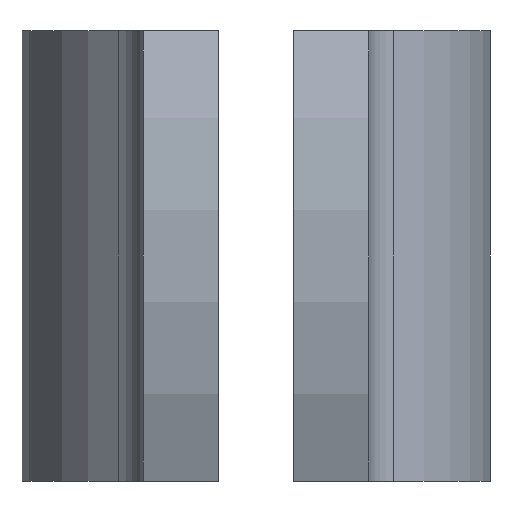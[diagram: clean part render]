
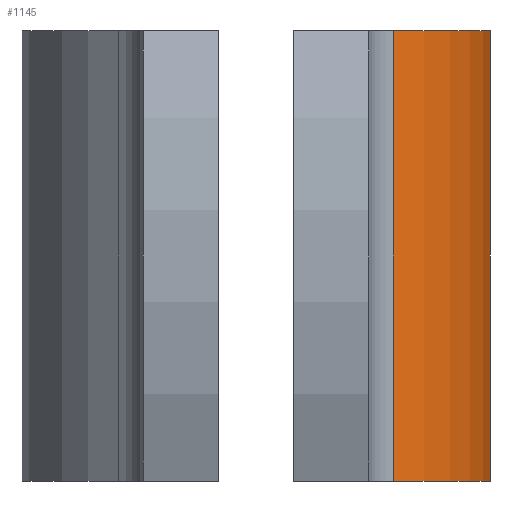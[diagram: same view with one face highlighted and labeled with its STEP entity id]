
A CAD part, left-side view. The second image highlights one B-rep face of the part: STEP entity #1145.
In plain terms, the highlighted cylindrical face has radius 15.65 mm (diameter 31.3 mm), a partial arc.
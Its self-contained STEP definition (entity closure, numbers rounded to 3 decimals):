
#23 = CARTESIAN_POINT ( 'NONE',  ( -12.69, -9.159, -30. ) ) ;
#65 = ORIENTED_EDGE ( 'NONE', *, *, #139, .F. ) ;
#71 = VECTOR ( 'NONE', #190, 1000. ) ;
#82 = CARTESIAN_POINT ( 'NONE',  ( 12.69, -9.159, -30. ) ) ;
#120 = CIRCLE ( 'NONE', #1102, 15.65 ) ;
#139 = EDGE_CURVE ( 'NONE', #266, #986, #680, .T. ) ;
#160 = CIRCLE ( 'NONE', #1122, 15.65 ) ;
#190 = DIRECTION ( 'NONE',  ( 0., 0., 1. ) ) ;
#264 = DIRECTION ( 'NONE',  ( 1., 0., 0. ) ) ;
#266 = VERTEX_POINT ( 'NONE', #23 ) ;
#325 = CARTESIAN_POINT ( 'NONE',  ( 0., 0., -30. ) ) ;
#346 = DIRECTION ( 'NONE',  ( 1., 0., 0. ) ) ;
#364 = AXIS2_PLACEMENT_3D ( 'NONE', #1123, #1225, #264 ) ;
#440 = VERTEX_POINT ( 'NONE', #82 ) ;
#453 = CYLINDRICAL_SURFACE ( 'NONE', #364, 15.65 ) ;
#510 = CARTESIAN_POINT ( 'NONE',  ( 12.69, -9.159, 0. ) ) ;
#539 = DIRECTION ( 'NONE',  ( 0., 0., 1. ) ) ;
#558 = LINE ( 'NONE', #931, #1119 ) ;
#581 = VERTEX_POINT ( 'NONE', #510 ) ;
#592 = EDGE_LOOP ( 'NONE', ( #1046, #65, #1082, #1111 ) ) ;
#635 = CARTESIAN_POINT ( 'NONE',  ( 0., 0., 0. ) ) ;
#646 = DIRECTION ( 'NONE',  ( 1., 0., 0. ) ) ;
#664 = EDGE_CURVE ( 'NONE', #986, #581, #120, .T. ) ;
#680 = LINE ( 'NONE', #1142, #71 ) ;
#705 = EDGE_CURVE ( 'NONE', #440, #581, #558, .T. ) ;
#839 = FACE_OUTER_BOUND ( 'NONE', #592, .T. ) ;
#920 = DIRECTION ( 'NONE',  ( 0., 0., 1. ) ) ;
#931 = CARTESIAN_POINT ( 'NONE',  ( 12.69, -9.159, -30. ) ) ;
#986 = VERTEX_POINT ( 'NONE', #1013 ) ;
#1013 = CARTESIAN_POINT ( 'NONE',  ( -12.69, -9.159, 0. ) ) ;
#1046 = ORIENTED_EDGE ( 'NONE', *, *, #664, .F. ) ;
#1064 = EDGE_CURVE ( 'NONE', #266, #440, #160, .T. ) ;
#1082 = ORIENTED_EDGE ( 'NONE', *, *, #1064, .T. ) ;
#1102 = AXIS2_PLACEMENT_3D ( 'NONE', #635, #539, #646 ) ;
#1111 = ORIENTED_EDGE ( 'NONE', *, *, #705, .T. ) ;
#1119 = VECTOR ( 'NONE', #920, 1000. ) ;
#1122 = AXIS2_PLACEMENT_3D ( 'NONE', #325, #1202, #346 ) ;
#1123 = CARTESIAN_POINT ( 'NONE',  ( 0., 0., -30. ) ) ;
#1142 = CARTESIAN_POINT ( 'NONE',  ( -12.69, -9.159, -30. ) ) ;
#1145 = ADVANCED_FACE ( 'NONE', ( #839 ), #453, .T. ) ;
#1202 = DIRECTION ( 'NONE',  ( 0., 0., 1. ) ) ;
#1225 = DIRECTION ( 'NONE',  ( 0., 0., 1. ) ) ;
